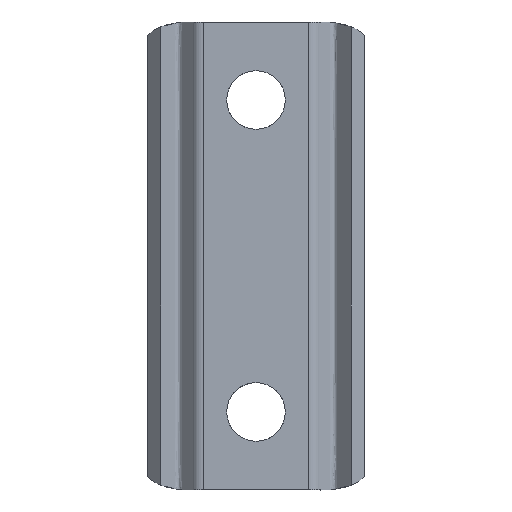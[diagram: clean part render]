
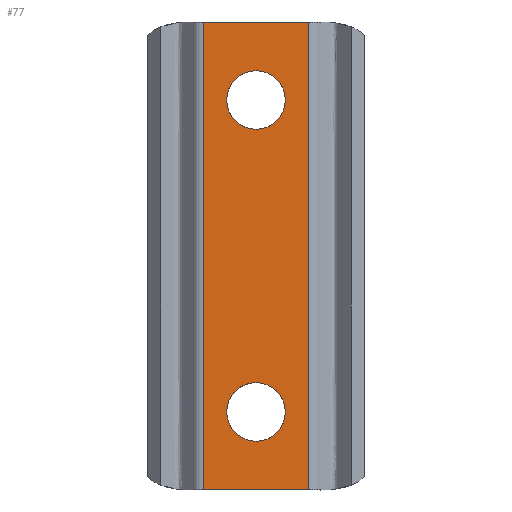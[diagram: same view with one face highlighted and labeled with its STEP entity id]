
A CAD part, top view. The second image highlights one B-rep face of the part: STEP entity #77.
In plain terms, the highlighted planar face has unit normal (0, 0, 1).
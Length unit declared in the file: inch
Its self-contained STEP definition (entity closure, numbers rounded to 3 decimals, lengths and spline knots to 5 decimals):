
#77=ADVANCED_FACE('',(#175,#176,#177),#178,.T.);
#175=FACE_OUTER_BOUND('',#334,.T.);
#176=FACE_BOUND('',#335,.T.);
#177=FACE_BOUND('',#336,.T.);
#178=PLANE('',#337);
#334=EDGE_LOOP('',(#556,#557,#558,#559));
#335=EDGE_LOOP('',(#560,#561,#562,#563));
#336=EDGE_LOOP('',(#564,#565,#566,#567));
#337=AXIS2_PLACEMENT_3D('',#568,#569,#570);
#556=ORIENTED_EDGE('',*,*,#837,.T.);
#557=ORIENTED_EDGE('',*,*,#813,.F.);
#558=ORIENTED_EDGE('',*,*,#838,.T.);
#559=ORIENTED_EDGE('',*,*,#839,.T.);
#560=ORIENTED_EDGE('',*,*,#840,.T.);
#561=ORIENTED_EDGE('',*,*,#800,.T.);
#562=ORIENTED_EDGE('',*,*,#833,.T.);
#563=ORIENTED_EDGE('',*,*,#841,.T.);
#564=ORIENTED_EDGE('',*,*,#842,.T.);
#565=ORIENTED_EDGE('',*,*,#843,.T.);
#566=ORIENTED_EDGE('',*,*,#844,.T.);
#567=ORIENTED_EDGE('',*,*,#845,.T.);
#568=CARTESIAN_POINT('',(0.49607,2.9959,0.21899));
#569=DIRECTION('',(0.0,0.0,1.0));
#570=DIRECTION('',(-1.0,0.0,0.0));
#800=EDGE_CURVE('',#948,#949,#950,.T.);
#813=EDGE_CURVE('',#971,#966,#973,.T.);
#833=EDGE_CURVE('',#949,#1005,#1006,.T.);
#837=EDGE_CURVE('',#1011,#966,#1012,.T.);
#838=EDGE_CURVE('',#971,#1013,#1014,.T.);
#839=EDGE_CURVE('',#1013,#1011,#1015,.T.);
#840=EDGE_CURVE('',#1016,#948,#1017,.T.);
#841=EDGE_CURVE('',#1005,#1016,#1018,.T.);
#842=EDGE_CURVE('',#1019,#1020,#1021,.T.);
#843=EDGE_CURVE('',#1020,#1022,#1023,.T.);
#844=EDGE_CURVE('',#1022,#1024,#1025,.T.);
#845=EDGE_CURVE('',#1024,#1019,#1026,.T.);
#948=VERTEX_POINT('',#1192);
#949=VERTEX_POINT('',#1193);
#950=B_SPLINE_CURVE_WITH_KNOTS('',3,(#1194,#1195,#1196,#1197),.UNSPECIFIED.,.F.,.F.,(4,4),(-1.0,-0.0),.UNSPECIFIED.);
#966=VERTEX_POINT('',#1242);
#971=VERTEX_POINT('',#1250);
#973=LINE('',#1254,#1255);
#1005=VERTEX_POINT('',#1332);
#1006=B_SPLINE_CURVE_WITH_KNOTS('',3,(#1333,#1334,#1335,#1336),.UNSPECIFIED.,.F.,.F.,(4,4),(-1.0,-0.0),.UNSPECIFIED.);
#1011=VERTEX_POINT('',#1345);
#1012=LINE('',#1346,#1347);
#1013=VERTEX_POINT('',#1348);
#1014=LINE('',#1349,#1350);
#1015=LINE('',#1351,#1352);
#1016=VERTEX_POINT('',#1353);
#1017=B_SPLINE_CURVE_WITH_KNOTS('',3,(#1354,#1355,#1356,#1357),.UNSPECIFIED.,.F.,.F.,(4,4),(-1.0,-0.0),.UNSPECIFIED.);
#1018=B_SPLINE_CURVE_WITH_KNOTS('',3,(#1358,#1359,#1360,#1361),.UNSPECIFIED.,.F.,.F.,(4,4),(-1.0,-0.0),.UNSPECIFIED.);
#1019=VERTEX_POINT('',#1362);
#1020=VERTEX_POINT('',#1363);
#1021=B_SPLINE_CURVE_WITH_KNOTS('',3,(#1364,#1365,#1366,#1367),.UNSPECIFIED.,.F.,.F.,(4,4),(-1.0,-0.0),.UNSPECIFIED.);
#1022=VERTEX_POINT('',#1368);
#1023=B_SPLINE_CURVE_WITH_KNOTS('',3,(#1369,#1370,#1371,#1372),.UNSPECIFIED.,.F.,.F.,(4,4),(-1.0,-0.0),.UNSPECIFIED.);
#1024=VERTEX_POINT('',#1373);
#1025=B_SPLINE_CURVE_WITH_KNOTS('',3,(#1374,#1375,#1376,#1377),.UNSPECIFIED.,.F.,.F.,(4,4),(-1.0,-0.0),.UNSPECIFIED.);
#1026=B_SPLINE_CURVE_WITH_KNOTS('',3,(#1378,#1379,#1380,#1381),.UNSPECIFIED.,.F.,.F.,(4,4),(-1.0,-0.0),.UNSPECIFIED.);
#1192=CARTESIAN_POINT('',(0.30857,0.4958,0.21899));
#1193=CARTESIAN_POINT('',(0.49607,0.6833,0.21899));
#1194=CARTESIAN_POINT('',(0.30857,0.4958,0.21899));
#1195=CARTESIAN_POINT('',(0.30857,0.59936,0.21899));
#1196=CARTESIAN_POINT('',(0.3925,0.6833,0.21899));
#1197=CARTESIAN_POINT('',(0.49607,0.6833,0.21899));
#1242=CARTESIAN_POINT('',(0.8354,-0.00428,0.21899));
#1250=CARTESIAN_POINT('',(0.8354,2.9959,0.21899));
#1254=CARTESIAN_POINT('',(0.8354,2.9959,0.21899));
#1255=VECTOR('',#1601,1.0);
#1332=CARTESIAN_POINT('',(0.68357,0.4958,0.21899));
#1333=CARTESIAN_POINT('',(0.49607,0.6833,0.21899));
#1334=CARTESIAN_POINT('',(0.59962,0.6833,0.21899));
#1335=CARTESIAN_POINT('',(0.68357,0.59936,0.21899));
#1336=CARTESIAN_POINT('',(0.68357,0.4958,0.21899));
#1345=CARTESIAN_POINT('',(0.15674,-0.00428,0.21899));
#1346=CARTESIAN_POINT('',(0.8354,-0.00428,0.21899));
#1347=VECTOR('',#1610,1.0);
#1348=CARTESIAN_POINT('',(0.15674,2.9959,0.21899));
#1349=CARTESIAN_POINT('',(0.8354,2.9959,0.21899));
#1350=VECTOR('',#1611,1.0);
#1351=CARTESIAN_POINT('',(0.15674,2.9959,0.21899));
#1352=VECTOR('',#1612,1.0);
#1353=CARTESIAN_POINT('',(0.49607,0.3083,0.21899));
#1354=CARTESIAN_POINT('',(0.49607,0.3083,0.21899));
#1355=CARTESIAN_POINT('',(0.3925,0.3083,0.21899));
#1356=CARTESIAN_POINT('',(0.30857,0.39225,0.21899));
#1357=CARTESIAN_POINT('',(0.30857,0.4958,0.21899));
#1358=CARTESIAN_POINT('',(0.68357,0.4958,0.21899));
#1359=CARTESIAN_POINT('',(0.68357,0.39225,0.21899));
#1360=CARTESIAN_POINT('',(0.59962,0.3083,0.21899));
#1361=CARTESIAN_POINT('',(0.49607,0.3083,0.21899));
#1362=CARTESIAN_POINT('',(0.49607,2.3083,0.21899));
#1363=CARTESIAN_POINT('',(0.30857,2.4958,0.21899));
#1364=CARTESIAN_POINT('',(0.49607,2.3083,0.21899));
#1365=CARTESIAN_POINT('',(0.3925,2.3083,0.21899));
#1366=CARTESIAN_POINT('',(0.30857,2.39225,0.21899));
#1367=CARTESIAN_POINT('',(0.30857,2.4958,0.21899));
#1368=CARTESIAN_POINT('',(0.49607,2.68332,0.21899));
#1369=CARTESIAN_POINT('',(0.30857,2.4958,0.21899));
#1370=CARTESIAN_POINT('',(0.30857,2.59936,0.21899));
#1371=CARTESIAN_POINT('',(0.3925,2.68332,0.21899));
#1372=CARTESIAN_POINT('',(0.49607,2.68332,0.21899));
#1373=CARTESIAN_POINT('',(0.68357,2.4958,0.21899));
#1374=CARTESIAN_POINT('',(0.49607,2.68332,0.21899));
#1375=CARTESIAN_POINT('',(0.59962,2.68332,0.21899));
#1376=CARTESIAN_POINT('',(0.68357,2.59936,0.21899));
#1377=CARTESIAN_POINT('',(0.68357,2.4958,0.21899));
#1378=CARTESIAN_POINT('',(0.68357,2.4958,0.21899));
#1379=CARTESIAN_POINT('',(0.68357,2.39225,0.21899));
#1380=CARTESIAN_POINT('',(0.59962,2.3083,0.21899));
#1381=CARTESIAN_POINT('',(0.49607,2.3083,0.21899));
#1601=DIRECTION('',(0.0,-1.0,0.0));
#1610=DIRECTION('',(1.0,0.0,0.0));
#1611=DIRECTION('',(-1.0,0.0,0.0));
#1612=DIRECTION('',(0.0,-1.0,0.0));
